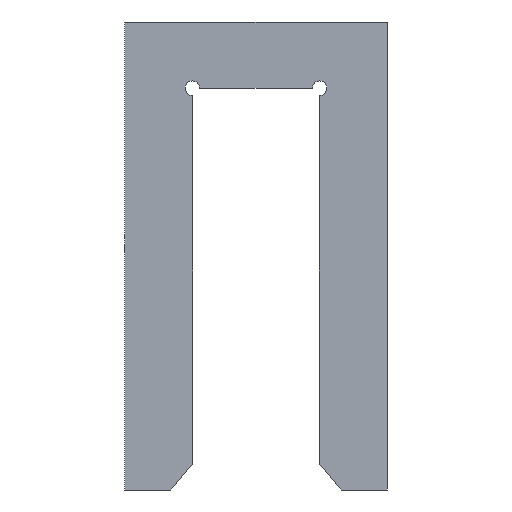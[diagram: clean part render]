
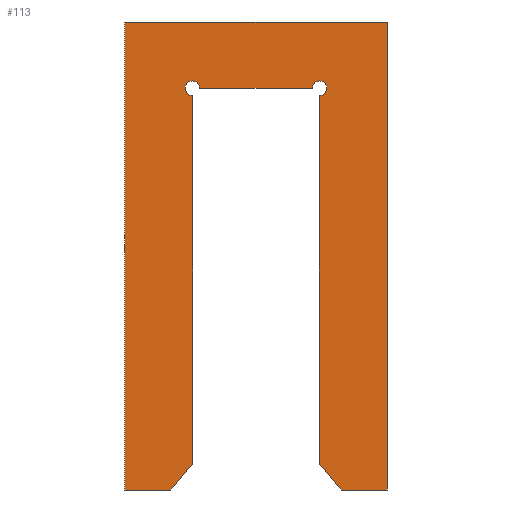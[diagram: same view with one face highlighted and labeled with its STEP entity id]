
A CAD part, front view. The second image highlights one B-rep face of the part: STEP entity #113.
In plain terms, the highlighted planar face has unit normal (0, -1, 0).
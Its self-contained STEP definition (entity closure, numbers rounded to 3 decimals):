
#1 = CARTESIAN_POINT ( 'NONE',  ( -4.8, 0., -4.45 ) ) ;
#3 = EDGE_CURVE ( 'NONE', #555, #230, #188, .T. ) ;
#8 = CARTESIAN_POINT ( 'NONE',  ( 4.761, 0., -5.549 ) ) ;
#13 = LINE ( 'NONE', #458, #475 ) ;
#16 = VERTEX_POINT ( 'NONE', #497 ) ;
#17 = CARTESIAN_POINT ( 'NONE',  ( 4.761, 0., -33.3 ) ) ;
#27 = DIRECTION ( 'NONE',  ( 0., 0., 1. ) ) ;
#29 = VECTOR ( 'NONE', #401, 1000. ) ;
#32 = VERTEX_POINT ( 'NONE', #382 ) ;
#34 = VERTEX_POINT ( 'NONE', #277 ) ;
#39 = CARTESIAN_POINT ( 'NONE',  ( -9.911, 0., -35.3 ) ) ;
#45 = EDGE_CURVE ( 'NONE', #34, #275, #586, .T. ) ;
#49 = ORIENTED_EDGE ( 'NONE', *, *, #495, .T. ) ;
#50 = ORIENTED_EDGE ( 'NONE', *, *, #3, .F. ) ;
#57 = AXIS2_PLACEMENT_3D ( 'NONE', #578, #244, #298 ) ;
#73 = CARTESIAN_POINT ( 'NONE',  ( -4.761, 0., -33.3 ) ) ;
#77 = ORIENTED_EDGE ( 'NONE', *, *, #174, .F. ) ;
#78 = VERTEX_POINT ( 'NONE', #310 ) ;
#79 = VERTEX_POINT ( 'NONE', #119 ) ;
#85 = VECTOR ( 'NONE', #366, 1000. ) ;
#87 = ORIENTED_EDGE ( 'NONE', *, *, #118, .T. ) ;
#90 = VECTOR ( 'NONE', #451, 1000. ) ;
#97 = DIRECTION ( 'NONE',  ( 0., 1., 0. ) ) ;
#104 = ORIENTED_EDGE ( 'NONE', *, *, #263, .F. ) ;
#110 = ORIENTED_EDGE ( 'NONE', *, *, #296, .F. ) ;
#111 = AXIS2_PLACEMENT_3D ( 'NONE', #556, #274, #273 ) ;
#113 = ADVANCED_FACE ( 'NONE', ( #505 ), #326, .F. ) ;
#114 = CARTESIAN_POINT ( 'NONE',  ( -4.8, 0., -5. ) ) ;
#117 = ORIENTED_EDGE ( 'NONE', *, *, #466, .T. ) ;
#118 = EDGE_CURVE ( 'NONE', #16, #78, #178, .T. ) ;
#119 = CARTESIAN_POINT ( 'NONE',  ( 4.8, 0., -5.55 ) ) ;
#121 = LINE ( 'NONE', #295, #602 ) ;
#144 = DIRECTION ( 'NONE',  ( 0., 0., 1. ) ) ;
#148 = VECTOR ( 'NONE', #391, 1000. ) ;
#150 = DIRECTION ( 'NONE',  ( 1., 0., 0. ) ) ;
#155 = EDGE_CURVE ( 'NONE', #32, #503, #379, .T. ) ;
#164 = ORIENTED_EDGE ( 'NONE', *, *, #208, .F. ) ;
#165 = LINE ( 'NONE', #234, #148 ) ;
#169 = DIRECTION ( 'NONE',  ( 0., 1., 0. ) ) ;
#174 = EDGE_CURVE ( 'NONE', #79, #403, #398, .T. ) ;
#177 = VERTEX_POINT ( 'NONE', #500 ) ;
#178 = LINE ( 'NONE', #73, #269 ) ;
#188 = LINE ( 'NONE', #537, #90 ) ;
#189 = EDGE_LOOP ( 'NONE', ( #368, #533, #286, #117, #87, #402, #340, #49, #203, #426, #77, #104, #50, #110, #341, #164 ) ) ;
#194 = DIRECTION ( 'NONE',  ( 0., 0., 1. ) ) ;
#197 = CARTESIAN_POINT ( 'NONE',  ( 6.411, 0., -35.3 ) ) ;
#203 = ORIENTED_EDGE ( 'NONE', *, *, #45, .F. ) ;
#208 = EDGE_CURVE ( 'NONE', #488, #177, #13, .T. ) ;
#221 = CARTESIAN_POINT ( 'NONE',  ( -9.911, 0., 0. ) ) ;
#230 = VERTEX_POINT ( 'NONE', #8 ) ;
#234 = CARTESIAN_POINT ( 'NONE',  ( -6.411, 0., -35.3 ) ) ;
#237 = CARTESIAN_POINT ( 'NONE',  ( 4.8, 0., -5. ) ) ;
#242 = DIRECTION ( 'NONE',  ( -0.636, 0., 0.771 ) ) ;
#244 = DIRECTION ( 'NONE',  ( 0., -1., 0. ) ) ;
#248 = CARTESIAN_POINT ( 'NONE',  ( 0., 0., 0. ) ) ;
#258 = CARTESIAN_POINT ( 'NONE',  ( 4.25, 0., -5. ) ) ;
#259 = EDGE_CURVE ( 'NONE', #177, #335, #121, .T. ) ;
#263 = EDGE_CURVE ( 'NONE', #230, #79, #489, .T. ) ;
#269 = VECTOR ( 'NONE', #408, 1000. ) ;
#273 = DIRECTION ( 'NONE',  ( 0., 0., 1. ) ) ;
#274 = DIRECTION ( 'NONE',  ( 0., 1., 0. ) ) ;
#275 = VERTEX_POINT ( 'NONE', #573 ) ;
#277 = CARTESIAN_POINT ( 'NONE',  ( 4.25, 0., -5. ) ) ;
#281 = LINE ( 'NONE', #197, #559 ) ;
#284 = DIRECTION ( 'NONE',  ( 0., -1., 0. ) ) ;
#286 = ORIENTED_EDGE ( 'NONE', *, *, #444, .T. ) ;
#287 = EDGE_CURVE ( 'NONE', #467, #488, #564, .T. ) ;
#295 = CARTESIAN_POINT ( 'NONE',  ( 9.911, 0., -35.3 ) ) ;
#296 = EDGE_CURVE ( 'NONE', #335, #555, #281, .T. ) ;
#298 = DIRECTION ( 'NONE',  ( 0., 0., 1. ) ) ;
#310 = CARTESIAN_POINT ( 'NONE',  ( -4.761, 0., -5.549 ) ) ;
#314 = EDGE_CURVE ( 'NONE', #467, #393, #432, .T. ) ;
#318 = VECTOR ( 'NONE', #150, 1000. ) ;
#321 = CARTESIAN_POINT ( 'NONE',  ( 4.8, 0., -5. ) ) ;
#326 = PLANE ( 'NONE',  #485 ) ;
#327 = CARTESIAN_POINT ( 'NONE',  ( -9.911, 0., -35.3 ) ) ;
#335 = VERTEX_POINT ( 'NONE', #596 ) ;
#340 = ORIENTED_EDGE ( 'NONE', *, *, #155, .T. ) ;
#341 = ORIENTED_EDGE ( 'NONE', *, *, #259, .F. ) ;
#347 = DIRECTION ( 'NONE',  ( 0., -1., 0. ) ) ;
#366 = DIRECTION ( 'NONE',  ( 0., 0., -1. ) ) ;
#368 = ORIENTED_EDGE ( 'NONE', *, *, #287, .F. ) ;
#375 = DIRECTION ( 'NONE',  ( 0., 0., -1. ) ) ;
#379 = CIRCLE ( 'NONE', #461, 0.55 ) ;
#382 = CARTESIAN_POINT ( 'NONE',  ( -4.8, 0., -5.55 ) ) ;
#383 = EDGE_CURVE ( 'NONE', #78, #32, #499, .T. ) ;
#391 = DIRECTION ( 'NONE',  ( 0.636, 0., 0.771 ) ) ;
#393 = VERTEX_POINT ( 'NONE', #39 ) ;
#398 = CIRCLE ( 'NONE', #591, 0.55 ) ;
#401 = DIRECTION ( 'NONE',  ( 1., 0., 0. ) ) ;
#402 = ORIENTED_EDGE ( 'NONE', *, *, #383, .T. ) ;
#403 = VERTEX_POINT ( 'NONE', #474 ) ;
#408 = DIRECTION ( 'NONE',  ( 0., 0., 1. ) ) ;
#418 = EDGE_CURVE ( 'NONE', #403, #34, #552, .T. ) ;
#426 = ORIENTED_EDGE ( 'NONE', *, *, #418, .F. ) ;
#431 = CARTESIAN_POINT ( 'NONE',  ( -9.911, 0., 0. ) ) ;
#432 = LINE ( 'NONE', #221, #85 ) ;
#444 = EDGE_CURVE ( 'NONE', #393, #523, #449, .T. ) ;
#446 = AXIS2_PLACEMENT_3D ( 'NONE', #237, #284, #194 ) ;
#449 = LINE ( 'NONE', #327, #318 ) ;
#451 = DIRECTION ( 'NONE',  ( 0., 0., 1. ) ) ;
#452 = DIRECTION ( 'NONE',  ( 0., 0., 1. ) ) ;
#455 = DIRECTION ( 'NONE',  ( -1., 0., 0. ) ) ;
#458 = CARTESIAN_POINT ( 'NONE',  ( 9.911, 0., 0. ) ) ;
#461 = AXIS2_PLACEMENT_3D ( 'NONE', #114, #169, #27 ) ;
#466 = EDGE_CURVE ( 'NONE', #523, #16, #165, .T. ) ;
#467 = VERTEX_POINT ( 'NONE', #431 ) ;
#468 = DIRECTION ( 'NONE',  ( 0., 1., 0. ) ) ;
#474 = CARTESIAN_POINT ( 'NONE',  ( 4.8, 0., -4.45 ) ) ;
#475 = VECTOR ( 'NONE', #375, 1000. ) ;
#485 = AXIS2_PLACEMENT_3D ( 'NONE', #321, #468, #515 ) ;
#488 = VERTEX_POINT ( 'NONE', #567 ) ;
#489 = CIRCLE ( 'NONE', #57, 0.55 ) ;
#492 = CARTESIAN_POINT ( 'NONE',  ( 4.8, 0., -5. ) ) ;
#495 = EDGE_CURVE ( 'NONE', #503, #275, #593, .T. ) ;
#497 = CARTESIAN_POINT ( 'NONE',  ( -4.761, 0., -33.3 ) ) ;
#499 = CIRCLE ( 'NONE', #111, 0.55 ) ;
#500 = CARTESIAN_POINT ( 'NONE',  ( 9.911, 0., -35.3 ) ) ;
#503 = VERTEX_POINT ( 'NONE', #1 ) ;
#505 = FACE_OUTER_BOUND ( 'NONE', #189, .T. ) ;
#515 = DIRECTION ( 'NONE',  ( 0., 0., 1. ) ) ;
#521 = CARTESIAN_POINT ( 'NONE',  ( -6.411, 0., -35.3 ) ) ;
#523 = VERTEX_POINT ( 'NONE', #521 ) ;
#526 = CARTESIAN_POINT ( 'NONE',  ( -4.8, 0., -5. ) ) ;
#532 = DIRECTION ( 'NONE',  ( -1., 0., 0. ) ) ;
#533 = ORIENTED_EDGE ( 'NONE', *, *, #314, .T. ) ;
#537 = CARTESIAN_POINT ( 'NONE',  ( 4.761, 0., -33.3 ) ) ;
#552 = CIRCLE ( 'NONE', #446, 0.55 ) ;
#555 = VERTEX_POINT ( 'NONE', #17 ) ;
#556 = CARTESIAN_POINT ( 'NONE',  ( -4.8, 0., -5. ) ) ;
#559 = VECTOR ( 'NONE', #242, 1000. ) ;
#564 = LINE ( 'NONE', #248, #29 ) ;
#567 = CARTESIAN_POINT ( 'NONE',  ( 9.911, 0., 0. ) ) ;
#573 = CARTESIAN_POINT ( 'NONE',  ( -4.25, 0., -5. ) ) ;
#576 = VECTOR ( 'NONE', #455, 1000. ) ;
#578 = CARTESIAN_POINT ( 'NONE',  ( 4.8, 0., -5. ) ) ;
#586 = LINE ( 'NONE', #258, #576 ) ;
#591 = AXIS2_PLACEMENT_3D ( 'NONE', #492, #347, #452 ) ;
#593 = CIRCLE ( 'NONE', #595, 0.55 ) ;
#595 = AXIS2_PLACEMENT_3D ( 'NONE', #526, #97, #144 ) ;
#596 = CARTESIAN_POINT ( 'NONE',  ( 6.411, 0., -35.3 ) ) ;
#602 = VECTOR ( 'NONE', #532, 1000. ) ;
